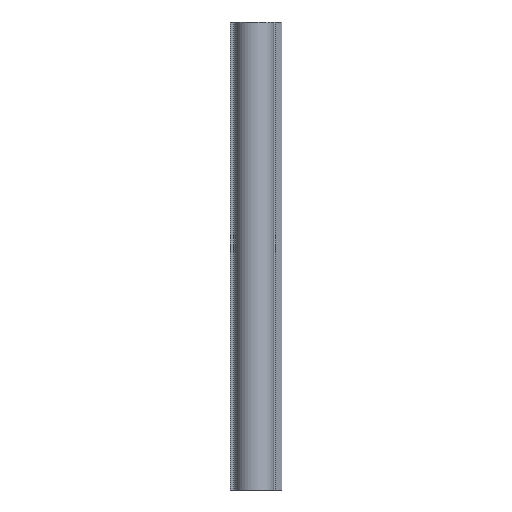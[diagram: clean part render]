
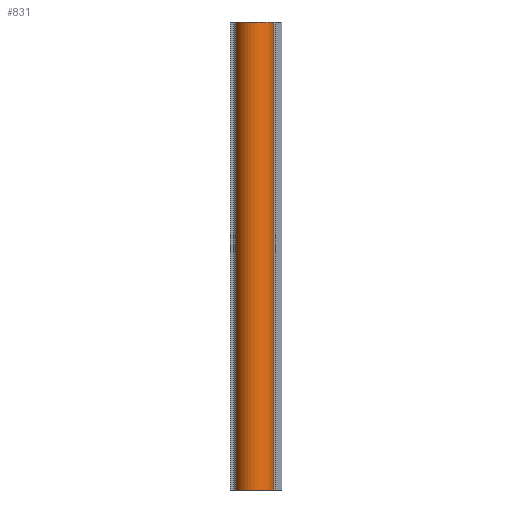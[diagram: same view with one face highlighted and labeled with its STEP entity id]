
A CAD part, front view. The second image highlights one B-rep face of the part: STEP entity #831.
In plain terms, the highlighted cylindrical face has radius 4.084 mm (diameter 8.168 mm), a partial arc.
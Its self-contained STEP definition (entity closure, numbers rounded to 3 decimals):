
#23=CIRCLE('',#892,4.084);
#25=CIRCLE('',#902,4.084);
#30=CYLINDRICAL_SURFACE('',#901,4.084);
#48=FACE_OUTER_BOUND('',#91,.T.);
#91=EDGE_LOOP('',(#638,#639,#640,#641));
#180=LINE('',#1288,#290);
#181=LINE('',#1292,#291);
#290=VECTOR('',#1041,10.);
#291=VECTOR('',#1046,10.);
#362=VERTEX_POINT('',#1210);
#363=VERTEX_POINT('',#1212);
#393=VERTEX_POINT('',#1286);
#394=VERTEX_POINT('',#1290);
#450=EDGE_CURVE('',#362,#363,#23,.T.);
#488=EDGE_CURVE('',#393,#362,#180,.T.);
#489=EDGE_CURVE('',#394,#393,#25,.T.);
#490=EDGE_CURVE('',#394,#363,#181,.T.);
#638=ORIENTED_EDGE('',*,*,#488,.F.);
#639=ORIENTED_EDGE('',*,*,#489,.F.);
#640=ORIENTED_EDGE('',*,*,#490,.T.);
#641=ORIENTED_EDGE('',*,*,#450,.F.);
#831=ADVANCED_FACE('',(#48),#30,.T.);
#892=AXIS2_PLACEMENT_3D('',#1213,#987,#988);
#901=AXIS2_PLACEMENT_3D('',#1289,#1042,#1043);
#902=AXIS2_PLACEMENT_3D('',#1291,#1044,#1045);
#987=DIRECTION('center_axis',(0.,0.,-1.));
#988=DIRECTION('ref_axis',(1.,0.,0.));
#1041=DIRECTION('',(0.,0.,-1.));
#1042=DIRECTION('center_axis',(0.,0.,1.));
#1043=DIRECTION('ref_axis',(1.,0.,0.));
#1044=DIRECTION('center_axis',(0.,0.,1.));
#1045=DIRECTION('ref_axis',(1.,0.,0.));
#1046=DIRECTION('',(0.,0.,-1.));
#1210=CARTESIAN_POINT('',(4.084,0.,-50.));
#1212=CARTESIAN_POINT('',(-4.084,0.,-50.));
#1213=CARTESIAN_POINT('Origin',(0.,0.,-50.));
#1286=CARTESIAN_POINT('',(4.084,0.,50.));
#1288=CARTESIAN_POINT('',(4.084,0.,0.));
#1289=CARTESIAN_POINT('Origin',(0.,0.,0.));
#1290=CARTESIAN_POINT('',(-4.084,0.,50.));
#1291=CARTESIAN_POINT('Origin',(0.,0.,50.));
#1292=CARTESIAN_POINT('',(-4.084,0.,0.));
